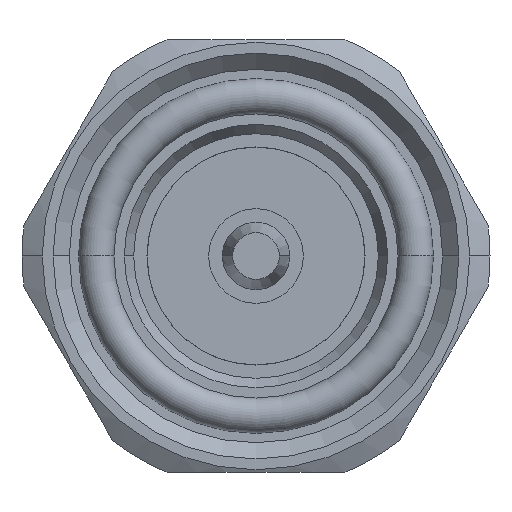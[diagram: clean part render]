
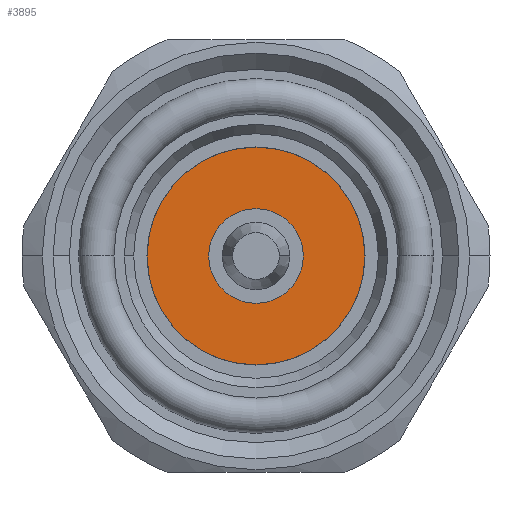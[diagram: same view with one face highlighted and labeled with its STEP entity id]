
A CAD part, left-side view. The second image highlights one B-rep face of the part: STEP entity #3895.
In plain terms, the highlighted planar face has unit normal (-1, 0, 0).
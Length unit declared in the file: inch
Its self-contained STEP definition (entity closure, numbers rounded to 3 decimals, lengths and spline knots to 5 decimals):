
#147 = DIRECTION ( 'NONE',  ( 1., 0., 0. ) ) ;
#295 = ORIENTED_EDGE ( 'NONE', *, *, #1030, .F. ) ;
#579 = CIRCLE ( 'NONE', #1292, 0.1378 ) ;
#652 = AXIS2_PLACEMENT_3D ( 'NONE', #1415, #3104, #4800 ) ;
#763 = CARTESIAN_POINT ( 'NONE',  ( 0.29528, 0.31693, 0. ) ) ;
#954 = ORIENTED_EDGE ( 'NONE', *, *, #3443, .F. ) ;
#1030 = EDGE_CURVE ( 'NONE', #4919, #4045, #4645, .T. ) ;
#1106 = AXIS2_PLACEMENT_3D ( 'NONE', #2014, #2487, #4630 ) ;
#1129 = DIRECTION ( 'NONE',  ( -1., 0., 0. ) ) ;
#1152 = CARTESIAN_POINT ( 'NONE',  ( 0.29528, 0.1378, 0. ) ) ;
#1264 = DIRECTION ( 'NONE',  ( 0., 1., 0. ) ) ;
#1292 = AXIS2_PLACEMENT_3D ( 'NONE', #4687, #147, #3036 ) ;
#1415 = CARTESIAN_POINT ( 'NONE',  ( 0.29528, 0., 0. ) ) ;
#1544 = CARTESIAN_POINT ( 'NONE',  ( 0.29528, 0.31693, 0. ) ) ;
#1552 = AXIS2_PLACEMENT_3D ( 'NONE', #1544, #1129, #2813 ) ;
#1577 = PLANE ( 'NONE',  #1552 ) ;
#1632 = CARTESIAN_POINT ( 'NONE',  ( 0.29528, 0., 0. ) ) ;
#1862 = EDGE_LOOP ( 'NONE', ( #954, #295 ) ) ;
#2014 = CARTESIAN_POINT ( 'NONE',  ( 0.29528, 0., 0. ) ) ;
#2062 = VERTEX_POINT ( 'NONE', #3302 ) ;
#2119 = ORIENTED_EDGE ( 'NONE', *, *, #3911, .T. ) ;
#2487 = DIRECTION ( 'NONE',  ( 1., 0., 0. ) ) ;
#2813 = DIRECTION ( 'NONE',  ( 0., -1., 0. ) ) ;
#2990 = EDGE_CURVE ( 'NONE', #3307, #2062, #579, .T. ) ;
#3036 = DIRECTION ( 'NONE',  ( 0., 1., 0. ) ) ;
#3104 = DIRECTION ( 'NONE',  ( 1., 0., 0. ) ) ;
#3234 = FACE_BOUND ( 'NONE', #3672, .T. ) ;
#3302 = CARTESIAN_POINT ( 'NONE',  ( 0.29528, -0.1378, 0. ) ) ;
#3307 = VERTEX_POINT ( 'NONE', #1152 ) ;
#3443 = EDGE_CURVE ( 'NONE', #4045, #4919, #4651, .T. ) ;
#3575 = FACE_OUTER_BOUND ( 'NONE', #1862, .T. ) ;
#3672 = EDGE_LOOP ( 'NONE', ( #4130, #2119 ) ) ;
#3895 = ADVANCED_FACE ( 'NONE', ( #3575, #3234 ), #1577, .T. ) ;
#3911 = EDGE_CURVE ( 'NONE', #2062, #3307, #4740, .T. ) ;
#4045 = VERTEX_POINT ( 'NONE', #763 ) ;
#4130 = ORIENTED_EDGE ( 'NONE', *, *, #2990, .T. ) ;
#4456 = CARTESIAN_POINT ( 'NONE',  ( 0.29528, -0.31693, 0. ) ) ;
#4630 = DIRECTION ( 'NONE',  ( 0., 1., 0. ) ) ;
#4645 = CIRCLE ( 'NONE', #5077, 0.31693 ) ;
#4651 = CIRCLE ( 'NONE', #652, 0.31693 ) ;
#4659 = DIRECTION ( 'NONE',  ( 1., 0., 0. ) ) ;
#4687 = CARTESIAN_POINT ( 'NONE',  ( 0.29528, 0., 0. ) ) ;
#4740 = CIRCLE ( 'NONE', #1106, 0.1378 ) ;
#4800 = DIRECTION ( 'NONE',  ( 0., 1., 0. ) ) ;
#4919 = VERTEX_POINT ( 'NONE', #4456 ) ;
#5077 = AXIS2_PLACEMENT_3D ( 'NONE', #1632, #4659, #1264 ) ;
